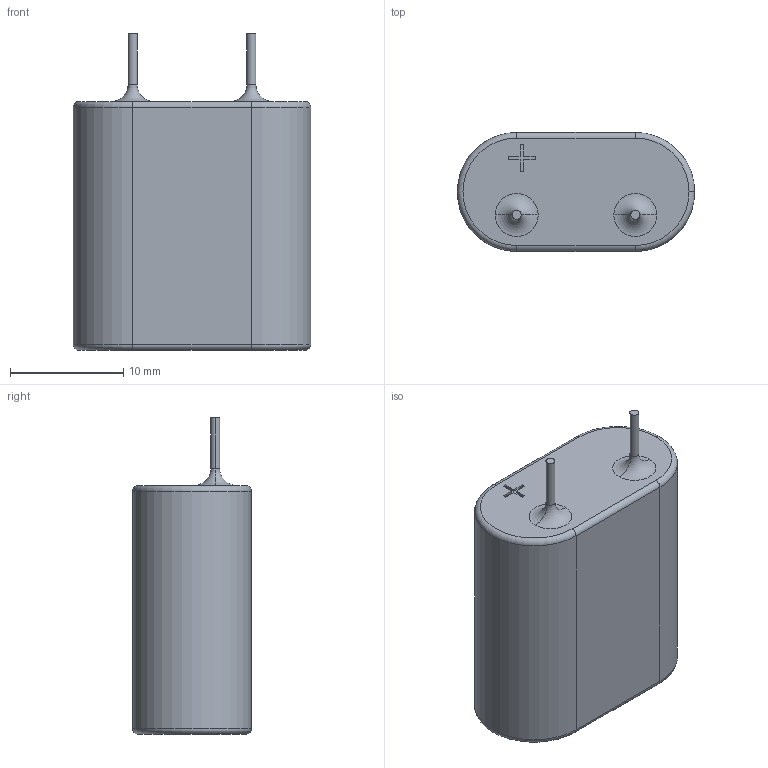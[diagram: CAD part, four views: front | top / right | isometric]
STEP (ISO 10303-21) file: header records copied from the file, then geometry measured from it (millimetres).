
FILE_DESCRIPTION (( 'STEP AP203' ), '1' );
FILE_NAME ('Supercap 2.5F 5.4V_vert.STEP', '2021-12-27T06:40:36', ( '' ), ( '' ), 'SwSTEP 2.0', 'SolidWorks 2021', '' );
FILE_SCHEMA (( 'CONFIG_CONTROL_DESIGN' ));
Length unit declared in the file: millimetre
Products named in the file (1): Supercap 2.5F 5.4V_vert
Bounding box: 21 x 10.5 x 28 mm (x, y, z)
Volume: 4335 mm3; surface area: 1588.8 mm2
Topology: 1 solids, 1 shells, 40 faces, 91 edges, 56 vertices
Faces by surface type: plane 19, cylinder 11, torus 10
Entity records: 1198 total; most frequent: DIRECTION 211, CARTESIAN_POINT 188, ORIENTED_EDGE 182, EDGE_CURVE 91, AXIS2_PLACEMENT_3D 79, VERTEX_POINT 56, LINE 53, VECTOR 53
